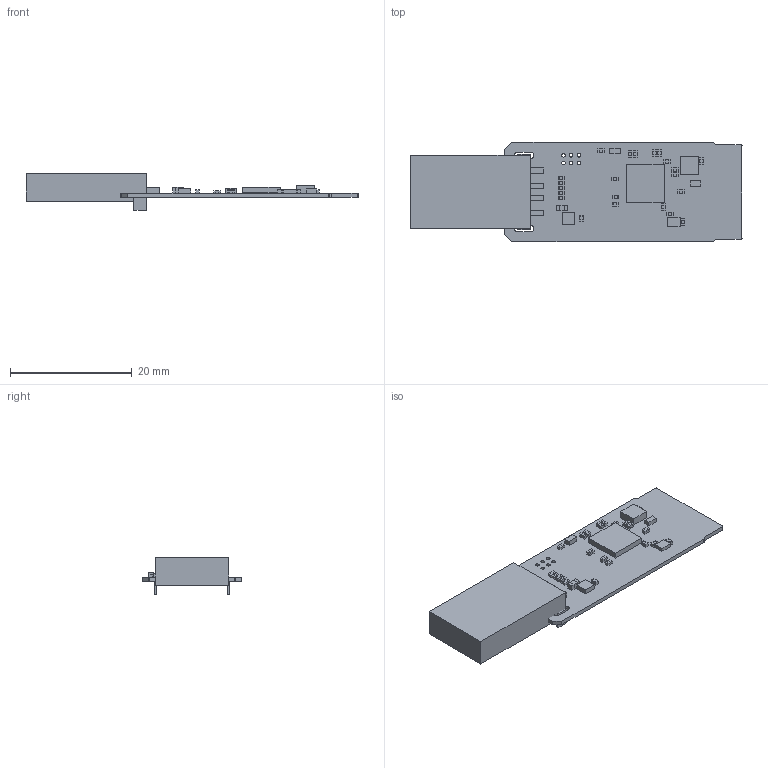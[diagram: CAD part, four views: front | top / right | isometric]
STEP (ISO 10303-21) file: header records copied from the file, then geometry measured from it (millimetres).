
FILE_DESCRIPTION(('Open CASCADE Model'),'2;1');
FILE_NAME('Open CASCADE Shape Model','2014-07-16T15:31:21',('Author'),( 'Open CASCADE'),'Open CASCADE STEP processor 6.2','Open CASCADE 6.2' ,'Unknown');
FILE_SCHEMA(('AUTOMOTIVE_DESIGN { 1 0 10303 214 1 1 1 1 }'));
Length unit declared in the file: millimetre
Products named in the file (66): PCB; BoardPCB_DONGLE; C1PCB_DONGLE; 546751296; Extruded; 546751168; C2PCB_DONGLE; C3PCB_DONGLE; 327189376; 327189248; C4PCB_DONGLE; C5PCB_DONGLE; 546750912; 546751040; C6PCB_DONGLE; C7PCB_DONGLE; C8PCB_DONGLE; C9PCB_DONGLE; C10PCB_DONGLE; C11PCB_DONGLE; C12PCB_DONGLE; C13PCB_DONGLE; C14PCB_DONGLE; C15PCB_DONGLE; C16PCB_DONGLE; C17PCB_DONGLE; D1PCB_DONGLE; 327189120; R1PCB_DONGLE; 327189632; 327189504; R2PCB_DONGLE; R3PCB_DONGLE; R4PCB_DONGLE; R5PCB_DONGLE; R6PCB_DONGLE; U1PCB_DONGLE; 546750784; U2PCB_DONGLE; 546751680 ...
Assembly tree (130 placements, depth 4):
  PCB
    BoardPCB_DONGLE
    C1PCB_DONGLE
      546751296  x2
        Extruded
      546751168
        Extruded
    C2PCB_DONGLE
      546751296  x2
        Extruded
      546751168
        Extruded
    C3PCB_DONGLE
      327189376  x2
        Extruded
      327189248
        Extruded
    C4PCB_DONGLE
      546751296  x2
        Extruded
      546751168
        Extruded
    C5PCB_DONGLE
      546750912  x2
        Extruded
      546751040
        Extruded
    C6PCB_DONGLE
      546751296  x2
        Extruded
      546751168
        Extruded
    C7PCB_DONGLE
      546750912  x2
        Extruded
      546751040
        Extruded
    C8PCB_DONGLE
      546750912  x2
        Extruded
      546751040
        Extruded
    C9PCB_DONGLE
      546750912  x2
        Extruded
      546751040
        Extruded
    C10PCB_DONGLE
      546751296  x2
        Extruded
      546751168
        Extruded
    C11PCB_DONGLE
      546751296  x2
        Extruded
      546751168
        Extruded
    C12PCB_DONGLE
      546751296  x2
        Extruded
Bounding box: 54.44 x 16.28 x 6 mm (x, y, z)
Volume: 1564.3 mm3; surface area: 2443 mm2
Topology: 83 solids, 83 shells, 552 faces, 1158 edges, 772 vertices
Faces by surface type: plane 540, cylinder 12
Full cylindrical faces by diameter (mm): 0.6 x6, 1.3 x2
Entity records: 11424 total; most frequent: CARTESIAN_POINT 1823, DIRECTION 1720, LINE 1086, VECTOR 1086, ORIENTED_EDGE 756, PCURVE 756, DEFINITIONAL_REPRESENTATION 756, EDGE_CURVE 378
